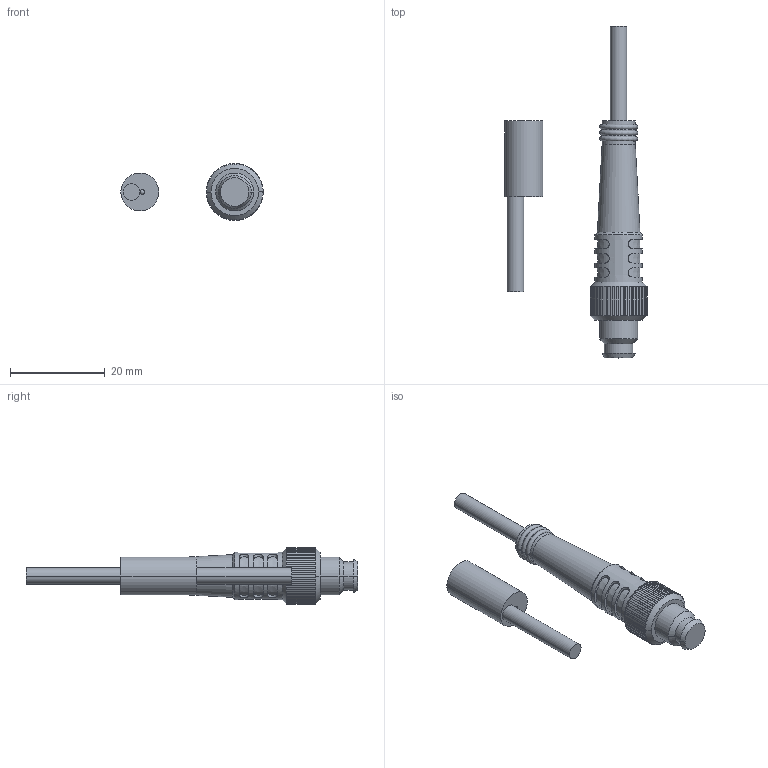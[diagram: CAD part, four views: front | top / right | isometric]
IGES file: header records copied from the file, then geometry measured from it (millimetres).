
Start section:  PTC IGES file: dw-av-623-080-236.igs
Global section: file name: dw-av-623-080-236.igs; native system:  by Parametric Technology Corporation; preprocessor: 2010230; organization: Unknown; date: 20110223.100843; units: millimetre
Bounding box: 30 x 70 x 12 mm (x, y, z)
Volume: 4291.5 mm3; surface area: 2624.1 mm2
Topology: 2 solids, 2 shells, 243 faces, 680 edges, 444 vertices
Faces by surface type: bspline 143, revolution 100
